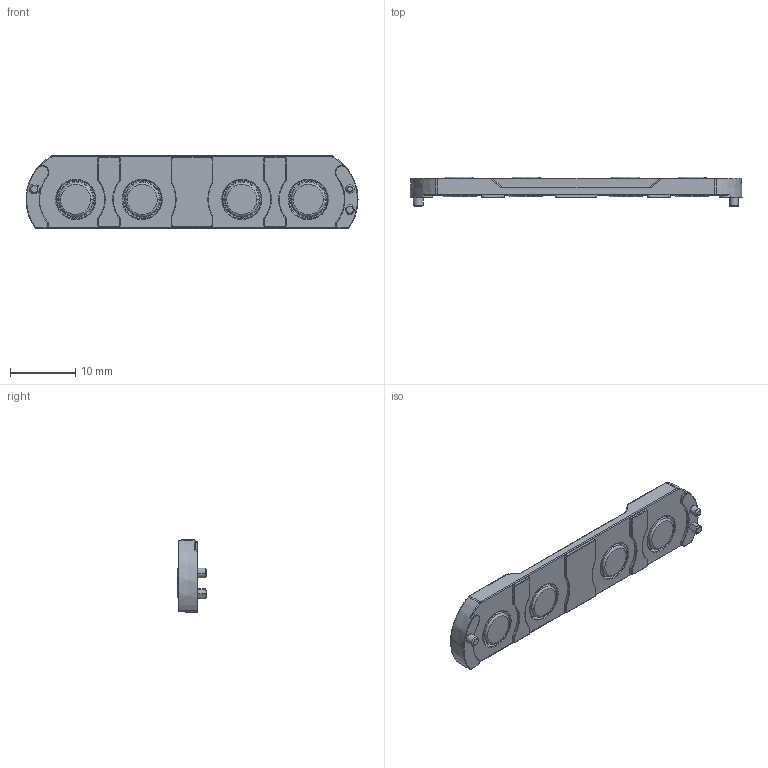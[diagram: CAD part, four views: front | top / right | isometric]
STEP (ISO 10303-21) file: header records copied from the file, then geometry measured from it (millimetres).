
FILE_DESCRIPTION (( 'STEP AP214' ), '1' );
FILE_NAME ('22100-22101-16017-18760-Input.STEP', '2012-08-16T15:45:06', ( 'Vicor User' ), ( 'Microsoft' ), 'SwSTEP 2.0', 'SolidWorks 2012', '' );
FILE_SCHEMA (( 'AUTOMOTIVE_DESIGN' ));
Length unit declared in the file: inch
Products named in the file (1): 22100-22101-16017-18760-Input
Bounding box: 50.79 x 4.5 x 11.15 mm (x, y, z)
Volume: 1243 mm3; surface area: 2329.2 mm2
Topology: 1 solids, 1 shells, 684 faces, 1796 edges, 1156 vertices
Faces by surface type: bspline 267, plane 156, cylinder 152, cone 109
Entity records: 38787 total; most frequent: CARTESIAN_POINT 15045, ORIENTED_EDGE 3592, DIRECTION 2502, EDGE_CURVE 1796, VERTEX_POINT 1156, AXIS2_PLACEMENT_3D 1043, EDGE_LOOP 726, LENGTH_MEASURE_WITH_UNIT 687
